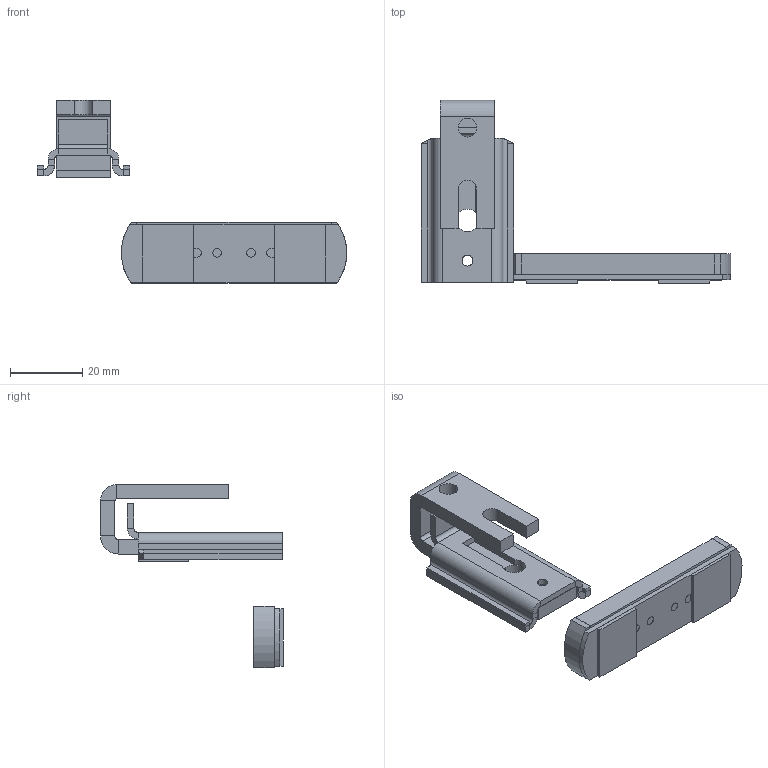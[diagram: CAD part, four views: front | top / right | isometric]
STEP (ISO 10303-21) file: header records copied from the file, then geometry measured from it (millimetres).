
FILE_DESCRIPTION (( 'STEP AP214' ), '1' );
FILE_NAME ('Assem4.STEP', '2019-09-04T22:34:37', ( '' ), ( '' ), 'SwSTEP 2.0', 'SolidWorks 2017', '' );
FILE_SCHEMA (( 'AUTOMOTIVE_DESIGN' ));
Length unit declared in the file: millimetre
Products named in the file (1): Assem4
Bounding box: 85.81 x 50.76 x 50.8 mm (x, y, z)
Surface area: 13801.3 mm2 (no closed solid volume)
Topology: 0 solids, 11 shells, 154 faces, 362 edges, 226 vertices
Faces by surface type: plane 114, cylinder 40
Entity records: 6025 total; most frequent: CARTESIAN_POINT 755, DIRECTION 754, ORIENTED_EDGE 680, EDGE_CURVE 362, VECTOR 272, LINE 272, AXIS2_PLACEMENT_3D 241, VERTEX_POINT 226
